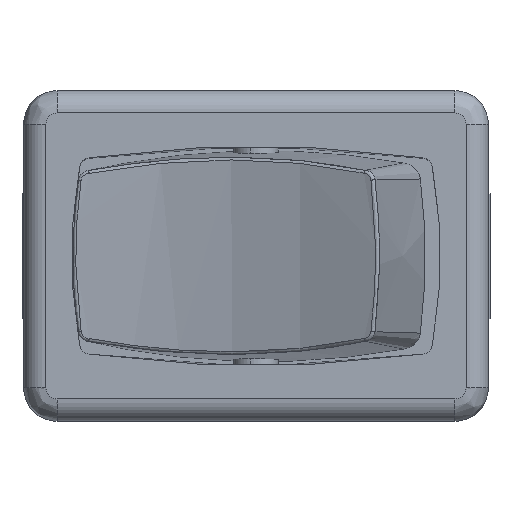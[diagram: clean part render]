
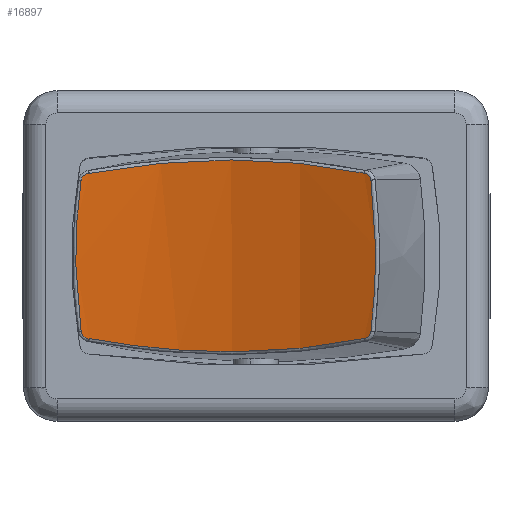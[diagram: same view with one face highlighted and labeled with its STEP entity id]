
A CAD part, top view. The second image highlights one B-rep face of the part: STEP entity #16897.
In plain terms, the highlighted cylindrical face has radius 25.996 mm (diameter 51.992 mm), a partial arc.
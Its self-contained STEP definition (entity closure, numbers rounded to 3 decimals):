
#1066=FACE_OUTER_BOUND('',#1983,.T.);
#1983=EDGE_LOOP('',(#11486,#11487,#11488,#11489,#11490,#11491,#11492,#11493));
#2893=B_SPLINE_CURVE_WITH_KNOTS('',3,(#22364,#22365,#22366,#22367,#22368,
#22369,#22370,#22371,#22372,#22373,#22374,#22375,#22376,#22377),
 .UNSPECIFIED.,.F.,.F.,(4,2,2,2,2,2,4),(0.,0.111,0.222,
0.336,0.447,0.562,0.677),
 .UNSPECIFIED.);
#2895=B_SPLINE_CURVE_WITH_KNOTS('',3,(#22425,#22426,#22427,#22428,#22429),
 .UNSPECIFIED.,.F.,.F.,(4,1,4),(-0.284,-0.258,-0.232),
 .UNSPECIFIED.);
#2897=B_SPLINE_CURVE_WITH_KNOTS('',3,(#22461,#22462,#22463,#22464,#22465),
 .UNSPECIFIED.,.F.,.F.,(4,1,4),(0.093,0.65,1.392),
 .UNSPECIFIED.);
#2900=B_SPLINE_CURVE_WITH_KNOTS('',3,(#22523,#22524,#22525,#22526,#22527),
 .UNSPECIFIED.,.F.,.F.,(4,1,4),(0.093,0.835,1.392),
 .UNSPECIFIED.);
#2904=B_SPLINE_CURVE_WITH_KNOTS('',3,(#22621,#22622,#22623,#22624,#22625),
 .UNSPECIFIED.,.F.,.F.,(4,1,4),(-0.284,-0.258,-0.232),
 .UNSPECIFIED.);
#2906=B_SPLINE_CURVE_WITH_KNOTS('',3,(#22657,#22658,#22659,#22660,#22661,
#22662,#22663,#22664,#22665,#22666,#22667,#22668,#22669,#22670),
 .UNSPECIFIED.,.F.,.F.,(4,2,2,2,2,2,4),(0.,0.111,
0.222,0.336,0.447,0.562,
0.677),.UNSPECIFIED.);
#2908=B_SPLINE_CURVE_WITH_KNOTS('',3,(#22701,#22702,#22703,#22704,#22705),
 .UNSPECIFIED.,.F.,.F.,(4,1,4),(0.,0.026,0.051),
 .UNSPECIFIED.);
#2910=B_SPLINE_CURVE_WITH_KNOTS('',3,(#22736,#22737,#22738,#22739,#22740),
 .UNSPECIFIED.,.F.,.F.,(4,1,4),(-0.232,-0.207,-0.181),
 .UNSPECIFIED.);
#7132=VERTEX_POINT('',#22357);
#7135=VERTEX_POINT('',#22362);
#7137=VERTEX_POINT('',#22404);
#7138=VERTEX_POINT('',#22460);
#7142=VERTEX_POINT('',#22521);
#7143=VERTEX_POINT('',#22522);
#7148=VERTEX_POINT('',#22620);
#7150=VERTEX_POINT('',#22653);
#8811=EDGE_CURVE('',#7135,#7132,#2893,.T.);
#8813=EDGE_CURVE('',#7137,#7135,#2895,.T.);
#8815=EDGE_CURVE('',#7138,#7137,#2897,.T.);
#8820=EDGE_CURVE('',#7142,#7143,#2900,.T.);
#8826=EDGE_CURVE('',#7143,#7148,#2904,.T.);
#8831=EDGE_CURVE('',#7148,#7150,#2906,.T.);
#8833=EDGE_CURVE('',#7150,#7138,#2908,.T.);
#8835=EDGE_CURVE('',#7132,#7142,#2910,.T.);
#11486=ORIENTED_EDGE('',*,*,#8820,.F.);
#11487=ORIENTED_EDGE('',*,*,#8835,.F.);
#11488=ORIENTED_EDGE('',*,*,#8811,.F.);
#11489=ORIENTED_EDGE('',*,*,#8813,.F.);
#11490=ORIENTED_EDGE('',*,*,#8815,.F.);
#11491=ORIENTED_EDGE('',*,*,#8833,.F.);
#11492=ORIENTED_EDGE('',*,*,#8831,.F.);
#11493=ORIENTED_EDGE('',*,*,#8826,.F.);
#15846=CYLINDRICAL_SURFACE('',#17895,25.996);
#16897=ADVANCED_FACE('',(#1066),#15846,.F.);
#17895=AXIS2_PLACEMENT_3D('',#22780,#19026,#19027);
#19026=DIRECTION('center_axis',(0.,-1.,0.));
#19027=DIRECTION('ref_axis',(-0.514,0.,0.858));
#22357=CARTESIAN_POINT('',(5.145,-3.383,19.794));
#22362=CARTESIAN_POINT('',(5.145,3.383,19.794));
#22364=CARTESIAN_POINT('Ctrl Pts',(5.145,3.383,19.794));
#22365=CARTESIAN_POINT('Ctrl Pts',(5.191,3.017,19.82));
#22366=CARTESIAN_POINT('Ctrl Pts',(5.229,2.648,19.843));
#22367=CARTESIAN_POINT('Ctrl Pts',(5.29,1.908,19.878));
#22368=CARTESIAN_POINT('Ctrl Pts',(5.313,1.536,19.892));
#22369=CARTESIAN_POINT('Ctrl Pts',(5.345,0.785,19.91));
#22370=CARTESIAN_POINT('Ctrl Pts',(5.353,0.404,19.915));
#22371=CARTESIAN_POINT('Ctrl Pts',(5.353,-0.349,
19.916));
#22372=CARTESIAN_POINT('Ctrl Pts',(5.346,-0.721,
19.911));
#22373=CARTESIAN_POINT('Ctrl Pts',(5.316,-1.477,19.894));
#22374=CARTESIAN_POINT('Ctrl Pts',(5.293,-1.861,19.88));
#22375=CARTESIAN_POINT('Ctrl Pts',(5.231,-2.624,19.844));
#22376=CARTESIAN_POINT('Ctrl Pts',(5.192,-3.005,19.821));
#22377=CARTESIAN_POINT('Ctrl Pts',(5.145,-3.383,19.794));
#22404=CARTESIAN_POINT('',(4.835,3.698,19.618));
#22425=CARTESIAN_POINT('Ctrl Pts',(4.835,3.698,19.618));
#22426=CARTESIAN_POINT('Ctrl Pts',(4.909,3.695,19.66));
#22427=CARTESIAN_POINT('Ctrl Pts',(5.056,3.629,19.743));
#22428=CARTESIAN_POINT('Ctrl Pts',(5.134,3.468,19.788));
#22429=CARTESIAN_POINT('Ctrl Pts',(5.145,3.383,19.794));
#22460=CARTESIAN_POINT('',(-7.471,3.698,16.321));
#22461=CARTESIAN_POINT('Ctrl Pts',(-7.471,3.698,16.321));
#22462=CARTESIAN_POINT('Ctrl Pts',(-5.653,4.031,16.347));
#22463=CARTESIAN_POINT('Ctrl Pts',(-1.353,4.502,16.857));
#22464=CARTESIAN_POINT('Ctrl Pts',(2.718,4.142,18.436));
#22465=CARTESIAN_POINT('Ctrl Pts',(4.835,3.698,19.618));
#22521=CARTESIAN_POINT('',(4.835,-3.698,19.618));
#22522=CARTESIAN_POINT('',(-7.471,-3.698,16.321));
#22523=CARTESIAN_POINT('Ctrl Pts',(4.835,-3.698,19.618));
#22524=CARTESIAN_POINT('Ctrl Pts',(2.718,-4.142,18.436));
#22525=CARTESIAN_POINT('Ctrl Pts',(-1.353,-4.502,
16.857));
#22526=CARTESIAN_POINT('Ctrl Pts',(-5.653,-4.031,16.347));
#22527=CARTESIAN_POINT('Ctrl Pts',(-7.471,-3.698,16.321));
#22620=CARTESIAN_POINT('',(-7.828,-3.383,16.318));
#22621=CARTESIAN_POINT('Ctrl Pts',(-7.471,-3.698,
16.321));
#22622=CARTESIAN_POINT('Ctrl Pts',(-7.556,-3.695,
16.319));
#22623=CARTESIAN_POINT('Ctrl Pts',(-7.726,-3.629,
16.318));
#22624=CARTESIAN_POINT('Ctrl Pts',(-7.815,-3.468,
16.318));
#22625=CARTESIAN_POINT('Ctrl Pts',(-7.828,-3.383,
16.318));
#22653=CARTESIAN_POINT('',(-7.828,3.383,16.318));
#22657=CARTESIAN_POINT('Ctrl Pts',(-7.828,-3.383,
16.318));
#22658=CARTESIAN_POINT('Ctrl Pts',(-7.88,-3.017,
16.318));
#22659=CARTESIAN_POINT('Ctrl Pts',(-7.925,-2.648,
16.318));
#22660=CARTESIAN_POINT('Ctrl Pts',(-7.995,-1.908,
16.318));
#22661=CARTESIAN_POINT('Ctrl Pts',(-8.022,-1.536,
16.319));
#22662=CARTESIAN_POINT('Ctrl Pts',(-8.059,-0.785,
16.319));
#22663=CARTESIAN_POINT('Ctrl Pts',(-8.068,-0.404,
16.319));
#22664=CARTESIAN_POINT('Ctrl Pts',(-8.069,0.349,
16.319));
#22665=CARTESIAN_POINT('Ctrl Pts',(-8.061,0.721,
16.319));
#22666=CARTESIAN_POINT('Ctrl Pts',(-8.026,1.477,16.319));
#22667=CARTESIAN_POINT('Ctrl Pts',(-7.999,1.861,16.319));
#22668=CARTESIAN_POINT('Ctrl Pts',(-7.927,2.624,16.318));
#22669=CARTESIAN_POINT('Ctrl Pts',(-7.882,3.005,16.318));
#22670=CARTESIAN_POINT('Ctrl Pts',(-7.828,3.383,16.318));
#22701=CARTESIAN_POINT('Ctrl Pts',(-7.828,3.383,16.318));
#22702=CARTESIAN_POINT('Ctrl Pts',(-7.815,3.468,16.318));
#22703=CARTESIAN_POINT('Ctrl Pts',(-7.726,3.629,16.318));
#22704=CARTESIAN_POINT('Ctrl Pts',(-7.556,3.695,16.319));
#22705=CARTESIAN_POINT('Ctrl Pts',(-7.471,3.698,16.321));
#22736=CARTESIAN_POINT('Ctrl Pts',(5.145,-3.383,19.794));
#22737=CARTESIAN_POINT('Ctrl Pts',(5.134,-3.468,19.788));
#22738=CARTESIAN_POINT('Ctrl Pts',(5.056,-3.629,19.743));
#22739=CARTESIAN_POINT('Ctrl Pts',(4.909,-3.695,19.66));
#22740=CARTESIAN_POINT('Ctrl Pts',(4.835,-3.698,19.618));
#22780=CARTESIAN_POINT('Origin',(-7.841,4.723,42.314));
